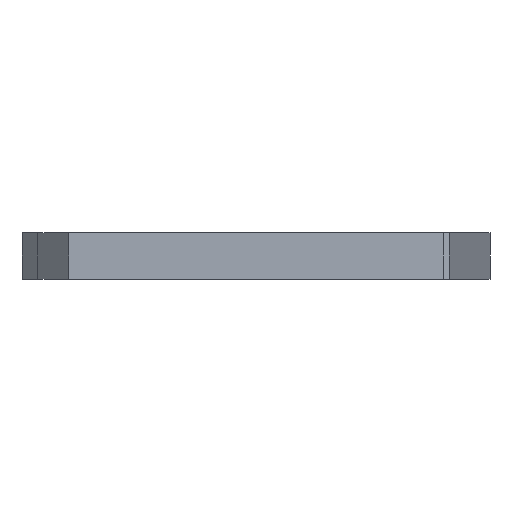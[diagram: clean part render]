
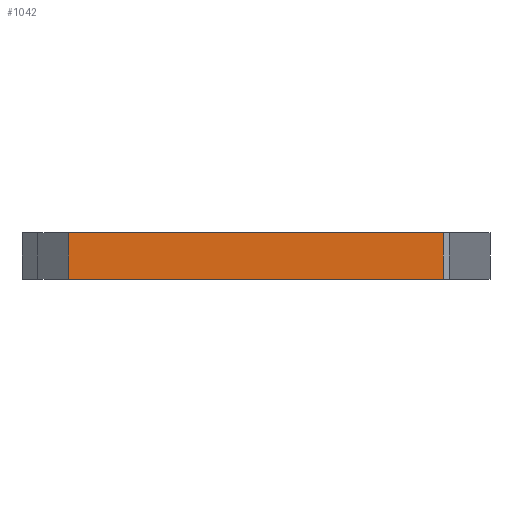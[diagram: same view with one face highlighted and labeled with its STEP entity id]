
A CAD part, front view. The second image highlights one B-rep face of the part: STEP entity #1042.
In plain terms, the highlighted planar face has unit normal (0, -1, 0).
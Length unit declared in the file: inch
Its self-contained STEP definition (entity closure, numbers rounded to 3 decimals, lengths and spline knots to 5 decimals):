
#123=DIRECTION('',(0.,0.,-1.));
#124=VECTOR('',#123,0.725);
#125=CARTESIAN_POINT('',(2.9525,-4.156,-0.09));
#126=LINE('',#125,#124);
#131=DIRECTION('',(1.,0.,0.));
#132=VECTOR('',#131,5.905);
#133=CARTESIAN_POINT('',(-2.9525,-4.156,-0.815));
#134=LINE('',#133,#132);
#135=DIRECTION('',(0.,0.,-1.));
#136=VECTOR('',#135,0.725);
#137=CARTESIAN_POINT('',(-2.9525,-4.156,-0.09));
#138=LINE('',#137,#136);
#139=DIRECTION('',(1.,0.,0.));
#140=VECTOR('',#139,5.905);
#141=CARTESIAN_POINT('',(-2.9525,-4.156,-0.09));
#142=LINE('',#141,#140);
#707=CARTESIAN_POINT('',(-2.9525,-4.156,-0.09));
#708=VERTEX_POINT('',#707);
#709=CARTESIAN_POINT('',(2.9525,-4.156,-0.09));
#710=VERTEX_POINT('',#709);
#735=CARTESIAN_POINT('',(-2.9525,-4.156,-0.815));
#736=VERTEX_POINT('',#735);
#737=CARTESIAN_POINT('',(2.9525,-4.156,-0.815));
#738=VERTEX_POINT('',#737);
#1029=CARTESIAN_POINT('',(-2.9525,-4.156,0.));
#1030=DIRECTION('',(0.,-1.,0.));
#1031=DIRECTION('',(1.,0.,0.));
#1032=AXIS2_PLACEMENT_3D('',#1029,#1030,#1031);
#1033=PLANE('',#1032);
#1034=ORIENTED_EDGE('',*,*,#939,.F.);
#1036=ORIENTED_EDGE('',*,*,#1035,.F.);
#1038=ORIENTED_EDGE('',*,*,#1037,.T.);
#1039=ORIENTED_EDGE('',*,*,#1022,.T.);
#1040=EDGE_LOOP('',(#1034,#1036,#1038,#1039));
#1041=FACE_OUTER_BOUND('',#1040,.F.);
#939=EDGE_CURVE('',#736,#738,#134,.T.);
#1022=EDGE_CURVE('',#710,#738,#126,.T.);
#1035=EDGE_CURVE('',#708,#736,#138,.T.);
#1037=EDGE_CURVE('',#708,#710,#142,.T.);
#1042=ADVANCED_FACE('',(#1041),#1033,.T.);
